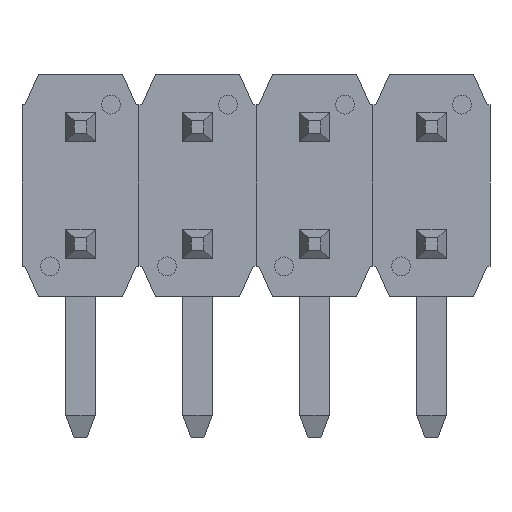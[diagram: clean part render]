
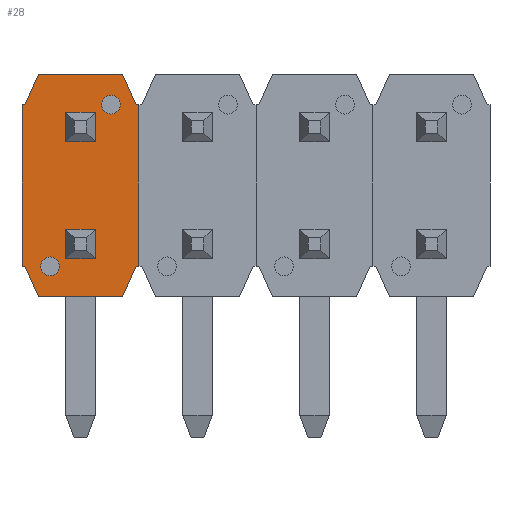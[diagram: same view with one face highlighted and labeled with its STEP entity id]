
A CAD part, front view. The second image highlights one B-rep face of the part: STEP entity #28.
In plain terms, the highlighted free-form (B-spline) face has degree [1, 1] with [2, 2] control points.
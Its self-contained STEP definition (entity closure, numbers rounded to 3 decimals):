
#28 = ADVANCED_FACE('',(#29),#43,.T.);
#29 = FACE_BOUND('',#30,.T.);
#30 = EDGE_LOOP('',(#31,#53,#68,#83,#98,#113,#128,#143,#158,#173,#188,
    #203));
#31 = ORIENTED_EDGE('',*,*,#32,.T.);
#32 = EDGE_CURVE('',#33,#35,#37,.T.);
#33 = VERTEX_POINT('',#34);
#34 = CARTESIAN_POINT('',(-2.565,-5.13,4.213));
#35 = VERTEX_POINT('',#36);
#36 = CARTESIAN_POINT('',(-2.5,-5.13,4.213));
#37 = SURFACE_CURVE('',#38,(#42),.PCURVE_S1.);
#38 = LINE('',#39,#40);
#39 = CARTESIAN_POINT('',(-2.565,-5.13,4.213));
#40 = VECTOR('',#41,1.);
#41 = DIRECTION('',(1.,0.,0.));
#42 = PCURVE('',#43,#48);
#43 = B_SPLINE_SURFACE_WITH_KNOTS('',1,1,(
    (#44,#45)
    ,(#46,#47
  )),.UNSPECIFIED.,.F.,.F.,.F.,(2,2),(2,2),(-0.052,0.052),(-0.099
    ,0.099),.PIECEWISE_BEZIER_KNOTS.);
#44 = CARTESIAN_POINT('',(-2.449,-5.13,-0.049));
#45 = CARTESIAN_POINT('',(-2.449,-5.13,4.97));
#46 = CARTESIAN_POINT('',(-5.091,-5.13,-0.049));
#47 = CARTESIAN_POINT('',(-5.091,-5.13,4.97));
#48 = DEFINITIONAL_REPRESENTATION('',(#49),#52);
#49 = B_SPLINE_CURVE_WITH_KNOTS('',1,(#50,#51),.UNSPECIFIED.,.F.,.F.,(2,
    2),(0.,0.065),.PIECEWISE_BEZIER_KNOTS.);
#50 = CARTESIAN_POINT('',(-0.047,0.069));
#51 = CARTESIAN_POINT('',(-0.05,0.069));
#52 = ( GEOMETRIC_REPRESENTATION_CONTEXT(2) 
PARAMETRIC_REPRESENTATION_CONTEXT() REPRESENTATION_CONTEXT('2D SPACE',''
  ) );
#53 = ORIENTED_EDGE('',*,*,#54,.T.);
#54 = EDGE_CURVE('',#35,#55,#57,.T.);
#55 = VERTEX_POINT('',#56);
#56 = CARTESIAN_POINT('',(-2.5,-5.13,0.708));
#57 = SURFACE_CURVE('',#58,(#62),.PCURVE_S1.);
#58 = LINE('',#59,#60);
#59 = CARTESIAN_POINT('',(-2.5,-5.13,4.213));
#60 = VECTOR('',#61,1.);
#61 = DIRECTION('',(0.,0.,-1.));
#62 = PCURVE('',#43,#63);
#63 = DEFINITIONAL_REPRESENTATION('',(#64),#67);
#64 = B_SPLINE_CURVE_WITH_KNOTS('',1,(#65,#66),.UNSPECIFIED.,.F.,.F.,(2,
    2),(0.,3.505),.PIECEWISE_BEZIER_KNOTS.);
#65 = CARTESIAN_POINT('',(-0.05,0.069));
#66 = CARTESIAN_POINT('',(-0.05,-0.069));
#67 = ( GEOMETRIC_REPRESENTATION_CONTEXT(2) 
PARAMETRIC_REPRESENTATION_CONTEXT() REPRESENTATION_CONTEXT('2D SPACE',''
  ) );
#68 = ORIENTED_EDGE('',*,*,#69,.T.);
#69 = EDGE_CURVE('',#55,#70,#72,.T.);
#70 = VERTEX_POINT('',#71);
#71 = CARTESIAN_POINT('',(-2.565,-5.13,0.708));
#72 = SURFACE_CURVE('',#73,(#77),.PCURVE_S1.);
#73 = LINE('',#74,#75);
#74 = CARTESIAN_POINT('',(-2.5,-5.13,0.708));
#75 = VECTOR('',#76,1.);
#76 = DIRECTION('',(-1.,0.,0.));
#77 = PCURVE('',#43,#78);
#78 = DEFINITIONAL_REPRESENTATION('',(#79),#82);
#79 = B_SPLINE_CURVE_WITH_KNOTS('',1,(#80,#81),.UNSPECIFIED.,.F.,.F.,(2,
    2),(0.,0.065),.PIECEWISE_BEZIER_KNOTS.);
#80 = CARTESIAN_POINT('',(-0.05,-0.069));
#81 = CARTESIAN_POINT('',(-0.047,-0.069));
#82 = ( GEOMETRIC_REPRESENTATION_CONTEXT(2) 
PARAMETRIC_REPRESENTATION_CONTEXT() REPRESENTATION_CONTEXT('2D SPACE',''
  ) );
#83 = ORIENTED_EDGE('',*,*,#84,.T.);
#84 = EDGE_CURVE('',#70,#85,#87,.T.);
#85 = VERTEX_POINT('',#86);
#86 = CARTESIAN_POINT('',(-2.858,-5.13,0.048));
#87 = SURFACE_CURVE('',#88,(#92),.PCURVE_S1.);
#88 = LINE('',#89,#90);
#89 = CARTESIAN_POINT('',(-2.565,-5.13,0.708));
#90 = VECTOR('',#91,1.);
#91 = DIRECTION('',(-0.405,0.,-0.914));
#92 = PCURVE('',#43,#93);
#93 = DEFINITIONAL_REPRESENTATION('',(#94),#97);
#94 = B_SPLINE_CURVE_WITH_KNOTS('',1,(#95,#96),.UNSPECIFIED.,.F.,.F.,(2,
    2),(0.,0.722),.PIECEWISE_BEZIER_KNOTS.);
#95 = CARTESIAN_POINT('',(-0.047,-0.069));
#96 = CARTESIAN_POINT('',(-0.036,-0.095));
#97 = ( GEOMETRIC_REPRESENTATION_CONTEXT(2) 
PARAMETRIC_REPRESENTATION_CONTEXT() REPRESENTATION_CONTEXT('2D SPACE',''
  ) );
#98 = ORIENTED_EDGE('',*,*,#99,.T.);
#99 = EDGE_CURVE('',#85,#100,#102,.T.);
#100 = VERTEX_POINT('',#101);
#101 = CARTESIAN_POINT('',(-4.682,-5.13,0.048));
#102 = SURFACE_CURVE('',#103,(#107),.PCURVE_S1.);
#103 = LINE('',#104,#105);
#104 = CARTESIAN_POINT('',(-2.858,-5.13,0.048));
#105 = VECTOR('',#106,1.);
#106 = DIRECTION('',(-1.,0.,0.));
#107 = PCURVE('',#43,#108);
#108 = DEFINITIONAL_REPRESENTATION('',(#109),#112);
#109 = B_SPLINE_CURVE_WITH_KNOTS('',1,(#110,#111),.UNSPECIFIED.,.F.,.F.,
  (2,2),(0.,1.825),.PIECEWISE_BEZIER_KNOTS.);
#110 = CARTESIAN_POINT('',(-0.036,-0.095));
#111 = CARTESIAN_POINT('',(0.036,-0.095));
#112 = ( GEOMETRIC_REPRESENTATION_CONTEXT(2) 
PARAMETRIC_REPRESENTATION_CONTEXT() REPRESENTATION_CONTEXT('2D SPACE',''
  ) );
#113 = ORIENTED_EDGE('',*,*,#114,.T.);
#114 = EDGE_CURVE('',#100,#115,#117,.T.);
#115 = VERTEX_POINT('',#116);
#116 = CARTESIAN_POINT('',(-4.975,-5.13,0.708));
#117 = SURFACE_CURVE('',#118,(#122),.PCURVE_S1.);
#118 = LINE('',#119,#120);
#119 = CARTESIAN_POINT('',(-4.682,-5.13,0.048));
#120 = VECTOR('',#121,1.);
#121 = DIRECTION('',(-0.405,0.,0.914));
#122 = PCURVE('',#43,#123);
#123 = DEFINITIONAL_REPRESENTATION('',(#124),#127);
#124 = B_SPLINE_CURVE_WITH_KNOTS('',1,(#125,#126),.UNSPECIFIED.,.F.,.F.,
  (2,2),(0.,0.722),.PIECEWISE_BEZIER_KNOTS.);
#125 = CARTESIAN_POINT('',(0.036,-0.095));
#126 = CARTESIAN_POINT('',(0.047,-0.069));
#127 = ( GEOMETRIC_REPRESENTATION_CONTEXT(2) 
PARAMETRIC_REPRESENTATION_CONTEXT() REPRESENTATION_CONTEXT('2D SPACE',''
  ) );
#128 = ORIENTED_EDGE('',*,*,#129,.T.);
#129 = EDGE_CURVE('',#115,#130,#132,.T.);
#130 = VERTEX_POINT('',#131);
#131 = CARTESIAN_POINT('',(-5.04,-5.13,0.708));
#132 = SURFACE_CURVE('',#133,(#137),.PCURVE_S1.);
#133 = LINE('',#134,#135);
#134 = CARTESIAN_POINT('',(-4.975,-5.13,0.708));
#135 = VECTOR('',#136,1.);
#136 = DIRECTION('',(-1.,0.,0.));
#137 = PCURVE('',#43,#138);
#138 = DEFINITIONAL_REPRESENTATION('',(#139),#142);
#139 = B_SPLINE_CURVE_WITH_KNOTS('',1,(#140,#141),.UNSPECIFIED.,.F.,.F.,
  (2,2),(0.,0.065),.PIECEWISE_BEZIER_KNOTS.);
#140 = CARTESIAN_POINT('',(0.047,-0.069));
#141 = CARTESIAN_POINT('',(0.05,-0.069));
#142 = ( GEOMETRIC_REPRESENTATION_CONTEXT(2) 
PARAMETRIC_REPRESENTATION_CONTEXT() REPRESENTATION_CONTEXT('2D SPACE',''
  ) );
#143 = ORIENTED_EDGE('',*,*,#144,.T.);
#144 = EDGE_CURVE('',#130,#145,#147,.T.);
#145 = VERTEX_POINT('',#146);
#146 = CARTESIAN_POINT('',(-5.04,-5.13,4.213));
#147 = SURFACE_CURVE('',#148,(#152),.PCURVE_S1.);
#148 = LINE('',#149,#150);
#149 = CARTESIAN_POINT('',(-5.04,-5.13,0.708));
#150 = VECTOR('',#151,1.);
#151 = DIRECTION('',(0.,0.,1.));
#152 = PCURVE('',#43,#153);
#153 = DEFINITIONAL_REPRESENTATION('',(#154),#157);
#154 = B_SPLINE_CURVE_WITH_KNOTS('',1,(#155,#156),.UNSPECIFIED.,.F.,.F.,
  (2,2),(0.,3.505),.PIECEWISE_BEZIER_KNOTS.);
#155 = CARTESIAN_POINT('',(0.05,-0.069));
#156 = CARTESIAN_POINT('',(0.05,0.069));
#157 = ( GEOMETRIC_REPRESENTATION_CONTEXT(2) 
PARAMETRIC_REPRESENTATION_CONTEXT() REPRESENTATION_CONTEXT('2D SPACE',''
  ) );
#158 = ORIENTED_EDGE('',*,*,#159,.T.);
#159 = EDGE_CURVE('',#145,#160,#162,.T.);
#160 = VERTEX_POINT('',#161);
#161 = CARTESIAN_POINT('',(-4.975,-5.13,4.213));
#162 = SURFACE_CURVE('',#163,(#167),.PCURVE_S1.);
#163 = LINE('',#164,#165);
#164 = CARTESIAN_POINT('',(-5.04,-5.13,4.213));
#165 = VECTOR('',#166,1.);
#166 = DIRECTION('',(1.,0.,0.));
#167 = PCURVE('',#43,#168);
#168 = DEFINITIONAL_REPRESENTATION('',(#169),#172);
#169 = B_SPLINE_CURVE_WITH_KNOTS('',1,(#170,#171),.UNSPECIFIED.,.F.,.F.,
  (2,2),(0.,0.065),.PIECEWISE_BEZIER_KNOTS.);
#170 = CARTESIAN_POINT('',(0.05,0.069));
#171 = CARTESIAN_POINT('',(0.047,0.069));
#172 = ( GEOMETRIC_REPRESENTATION_CONTEXT(2) 
PARAMETRIC_REPRESENTATION_CONTEXT() REPRESENTATION_CONTEXT('2D SPACE',''
  ) );
#173 = ORIENTED_EDGE('',*,*,#174,.T.);
#174 = EDGE_CURVE('',#160,#175,#177,.T.);
#175 = VERTEX_POINT('',#176);
#176 = CARTESIAN_POINT('',(-4.682,-5.13,4.874));
#177 = SURFACE_CURVE('',#178,(#182),.PCURVE_S1.);
#178 = LINE('',#179,#180);
#179 = CARTESIAN_POINT('',(-4.975,-5.13,4.213));
#180 = VECTOR('',#181,1.);
#181 = DIRECTION('',(0.405,0.,0.914));
#182 = PCURVE('',#43,#183);
#183 = DEFINITIONAL_REPRESENTATION('',(#184),#187);
#184 = B_SPLINE_CURVE_WITH_KNOTS('',1,(#185,#186),.UNSPECIFIED.,.F.,.F.,
  (2,2),(0.,0.722),.PIECEWISE_BEZIER_KNOTS.);
#185 = CARTESIAN_POINT('',(0.047,0.069));
#186 = CARTESIAN_POINT('',(0.036,0.095));
#187 = ( GEOMETRIC_REPRESENTATION_CONTEXT(2) 
PARAMETRIC_REPRESENTATION_CONTEXT() REPRESENTATION_CONTEXT('2D SPACE',''
  ) );
#188 = ORIENTED_EDGE('',*,*,#189,.T.);
#189 = EDGE_CURVE('',#175,#190,#192,.T.);
#190 = VERTEX_POINT('',#191);
#191 = CARTESIAN_POINT('',(-2.858,-5.13,4.874));
#192 = SURFACE_CURVE('',#193,(#197),.PCURVE_S1.);
#193 = LINE('',#194,#195);
#194 = CARTESIAN_POINT('',(-4.682,-5.13,4.874));
#195 = VECTOR('',#196,1.);
#196 = DIRECTION('',(1.,0.,0.));
#197 = PCURVE('',#43,#198);
#198 = DEFINITIONAL_REPRESENTATION('',(#199),#202);
#199 = B_SPLINE_CURVE_WITH_KNOTS('',1,(#200,#201),.UNSPECIFIED.,.F.,.F.,
  (2,2),(0.,1.825),.PIECEWISE_BEZIER_KNOTS.);
#200 = CARTESIAN_POINT('',(0.036,0.095));
#201 = CARTESIAN_POINT('',(-0.036,0.095));
#202 = ( GEOMETRIC_REPRESENTATION_CONTEXT(2) 
PARAMETRIC_REPRESENTATION_CONTEXT() REPRESENTATION_CONTEXT('2D SPACE',''
  ) );
#203 = ORIENTED_EDGE('',*,*,#204,.T.);
#204 = EDGE_CURVE('',#190,#33,#205,.T.);
#205 = SURFACE_CURVE('',#206,(#210),.PCURVE_S1.);
#206 = LINE('',#207,#208);
#207 = CARTESIAN_POINT('',(-2.858,-5.13,4.874));
#208 = VECTOR('',#209,1.);
#209 = DIRECTION('',(0.405,0.,-0.914));
#210 = PCURVE('',#43,#211);
#211 = DEFINITIONAL_REPRESENTATION('',(#212),#215);
#212 = B_SPLINE_CURVE_WITH_KNOTS('',1,(#213,#214),.UNSPECIFIED.,.F.,.F.,
  (2,2),(0.,0.722),.PIECEWISE_BEZIER_KNOTS.);
#213 = CARTESIAN_POINT('',(-0.036,0.095));
#214 = CARTESIAN_POINT('',(-0.047,0.069));
#215 = ( GEOMETRIC_REPRESENTATION_CONTEXT(2) 
PARAMETRIC_REPRESENTATION_CONTEXT() REPRESENTATION_CONTEXT('2D SPACE',''
  ) );
